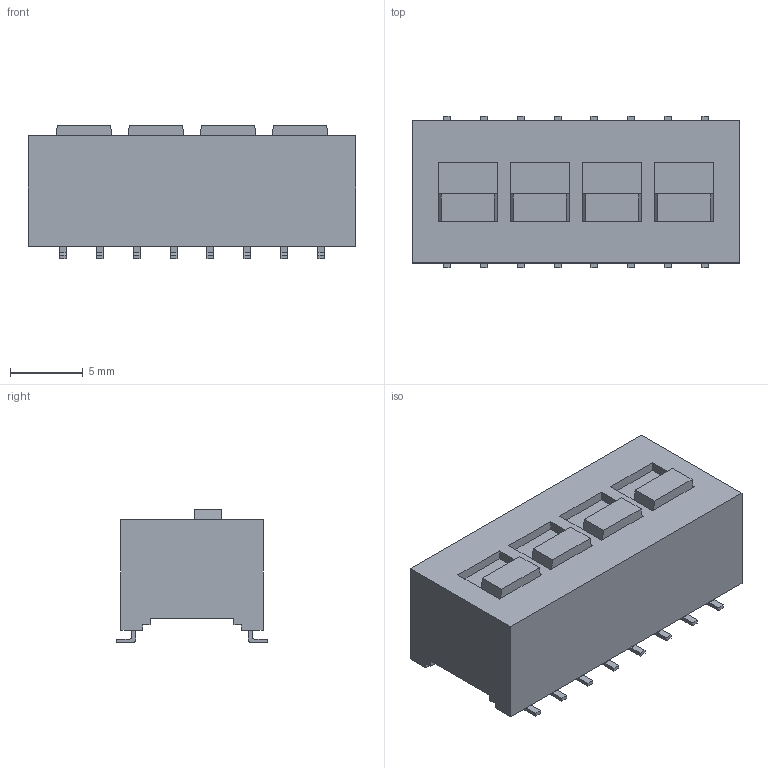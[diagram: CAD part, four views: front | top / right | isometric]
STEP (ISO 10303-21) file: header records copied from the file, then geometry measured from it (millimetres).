
FILE_DESCRIPTION(/* description */ ('Unknown','CAx-IF Rec.Pracs.---Representation and Presentation of Product Manufacturing Information (PMI)---4.0---2014-10-13','CAx-IF Rec.Pracs.---3D Tessellated Geometry---0.4---2014-09-14','2;1'),/* implementation_level */ '2;1');
FILE_NAME(/* name */ '204-124ST',/* time_stamp */ '2022-12-23T13:58:04+02:00',/* author */ ('Unknown'),/* organization */ ('Unknown'),/* preprocessor_version */ 'ST-DEVELOPER v18.102',/* originating_system */ 'Solid Edge',/* authorisation */ 'Unknown');
FILE_SCHEMA (('AP242_MANAGED_MODEL_BASED_3D_ENGINEERING_MIM_LF { 1 0 10303 442 1 1 4 }'));
Length unit declared in the file: millimetre
Products named in the file (1): 204-124ST
Bounding box: 22.5 x 10.4 x 9.17 mm (x, y, z)
Volume: 1556.8 mm3; surface area: 1083.2 mm2
Topology: 1 solids, 1 shells, 202 faces, 524 edges, 344 vertices
Faces by surface type: plane 170, cylinder 32
Entity records: 7521 total; most frequent: CARTESIAN_POINT 1072, ORIENTED_EDGE 1048, DIRECTION 996, EDGE_CURVE 524, LINE 460, VECTOR 460, VERTEX_POINT 344, AXIS2_PLACEMENT_3D 268
